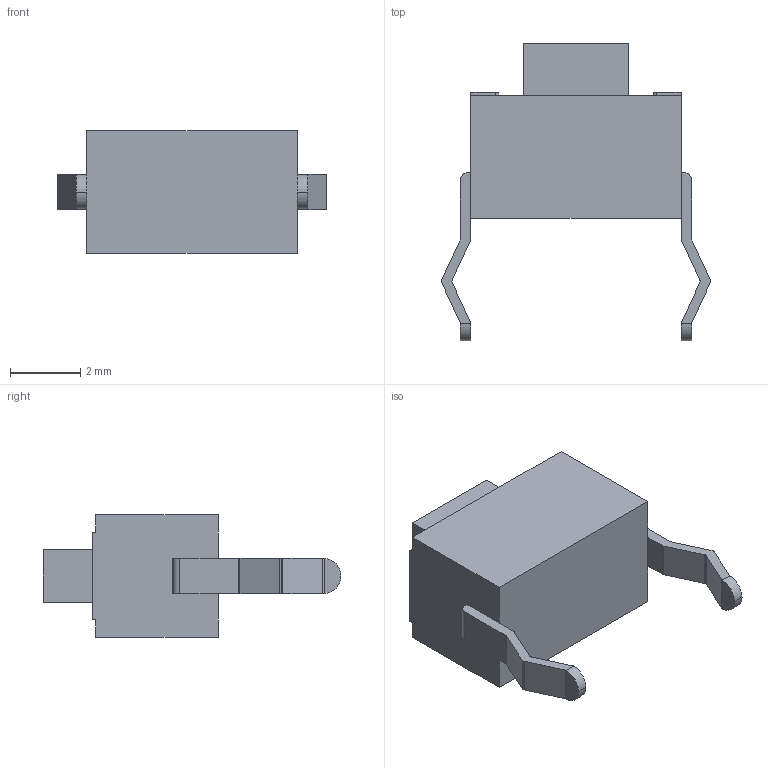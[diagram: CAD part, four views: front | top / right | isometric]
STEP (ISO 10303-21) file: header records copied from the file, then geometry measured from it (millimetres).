
FILE_DESCRIPTION (( 'STEP AP214' ), '1' );
FILE_NAME ('User Library-SW BUTTON IT-0350.STEP', '2017-03-26T13:02:42', ( 'Windows User' ), ( '' ), 'SwSTEP 2.0', 'SolidWorks 2017', '' );
FILE_SCHEMA (( 'AUTOMOTIVE_DESIGN' ));
Length unit declared in the file: millimetre
Products named in the file (1): User Library-SW BUTTON IT-0350
Bounding box: 7.68 x 8.5 x 3.5 mm (x, y, z)
Volume: 83.4 mm3; surface area: 144.3 mm2
Topology: 1 solids, 1 shells, 65 faces, 182 edges, 120 vertices
Faces by surface type: plane 41, cylinder 24
Entity records: 2255 total; most frequent: CARTESIAN_POINT 392, ORIENTED_EDGE 364, DIRECTION 354, EDGE_CURVE 182, VECTOR 126, LINE 126, VERTEX_POINT 120, AXIS2_PLACEMENT_3D 114
